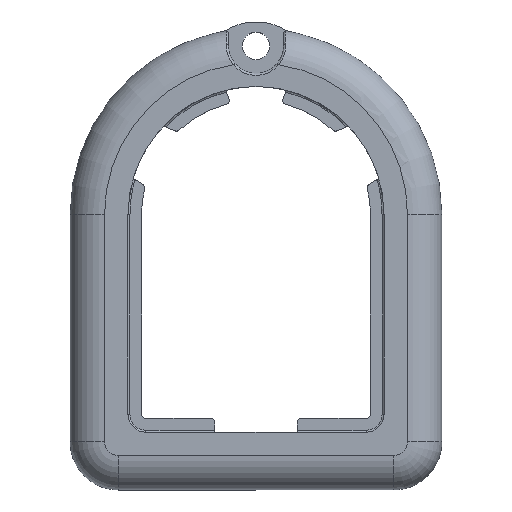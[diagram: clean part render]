
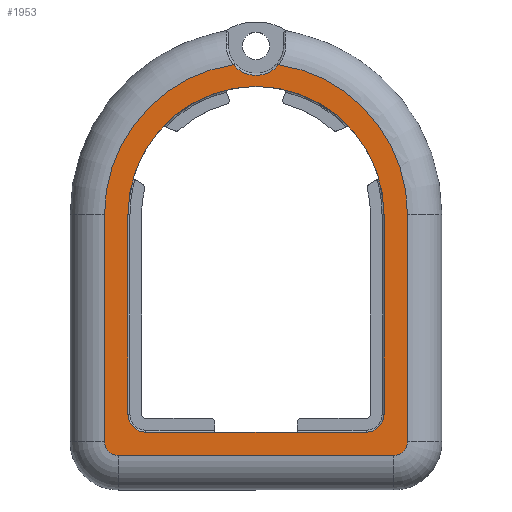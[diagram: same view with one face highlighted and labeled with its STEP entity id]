
A CAD part, top view. The second image highlights one B-rep face of the part: STEP entity #1953.
In plain terms, the highlighted planar face has unit normal (0, 0, 1).
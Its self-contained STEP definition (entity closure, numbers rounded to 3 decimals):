
#2 = DIRECTION ( 'NONE',  ( 1., 0., 0. ) ) ;
#20 = CARTESIAN_POINT ( 'NONE',  ( 11., 0., 6.5 ) ) ;
#45 = CARTESIAN_POINT ( 'NONE',  ( 8., -15.8, 6.5 ) ) ;
#54 = CARTESIAN_POINT ( 'NONE',  ( -11., 0., 6.5 ) ) ;
#77 = DIRECTION ( 'NONE',  ( 0., 1., 0. ) ) ;
#87 = CARTESIAN_POINT ( 'NONE',  ( 8., -14.5, 6.5 ) ) ;
#147 = PLANE ( 'NONE',  #2395 ) ;
#201 = CARTESIAN_POINT ( 'NONE',  ( -8., -15.8, 6.5 ) ) ;
#291 = DIRECTION ( 'NONE',  ( 0., 0., 1. ) ) ;
#352 = ORIENTED_EDGE ( 'NONE', *, *, #1134, .T. ) ;
#372 = EDGE_CURVE ( 'NONE', #3582, #2950, #3090, .T. ) ;
#446 = DIRECTION ( 'NONE',  ( -1., 0., 0. ) ) ;
#448 = CARTESIAN_POINT ( 'NONE',  ( 11., -16.5, 6.5 ) ) ;
#518 = CARTESIAN_POINT ( 'NONE',  ( -8., -14.5, 6.5 ) ) ;
#624 = VECTOR ( 'NONE', #947, 1000. ) ;
#896 = VECTOR ( 'NONE', #3916, 1000. ) ;
#904 = EDGE_CURVE ( 'NONE', #4939, #1529, #3970, .T. ) ;
#947 = DIRECTION ( 'NONE',  ( 1., 0., 0. ) ) ;
#955 = DIRECTION ( 'NONE',  ( -1., 0., 0. ) ) ;
#995 = CARTESIAN_POINT ( 'NONE',  ( -11., 0., 6.5 ) ) ;
#1098 = CIRCLE ( 'NONE', #1655, 1.3 ) ;
#1133 = EDGE_LOOP ( 'NONE', ( #2278, #1863, #2473, #1154, #4069, #4822, #352, #2036 ) ) ;
#1134 = EDGE_CURVE ( 'NONE', #2688, #3193, #3744, .T. ) ;
#1154 = ORIENTED_EDGE ( 'NONE', *, *, #5015, .T. ) ;
#1160 = AXIS2_PLACEMENT_3D ( 'NONE', #518, #4376, #3266 ) ;
#1228 = CARTESIAN_POINT ( 'NONE',  ( 0., 0., 6.5 ) ) ;
#1232 = CARTESIAN_POINT ( 'NONE',  ( 9.3, 0., 6.5 ) ) ;
#1237 = DIRECTION ( 'NONE',  ( 0., 0., 1. ) ) ;
#1247 = CARTESIAN_POINT ( 'NONE',  ( 0., 0., 6.5 ) ) ;
#1257 = VERTEX_POINT ( 'NONE', #45 ) ;
#1273 = CIRCLE ( 'NONE', #1588, 11. ) ;
#1318 = CARTESIAN_POINT ( 'NONE',  ( -9.3, 0., 6.5 ) ) ;
#1340 = EDGE_CURVE ( 'NONE', #1257, #4939, #1098, .T. ) ;
#1347 = DIRECTION ( 'NONE',  ( 0., -1., 0. ) ) ;
#1445 = CIRCLE ( 'NONE', #4876, 9.3 ) ;
#1451 = DIRECTION ( 'NONE',  ( 0., 1., 0. ) ) ;
#1529 = VERTEX_POINT ( 'NONE', #1232 ) ;
#1588 = AXIS2_PLACEMENT_3D ( 'NONE', #5024, #2556, #3490 ) ;
#1640 = LINE ( 'NONE', #4905, #3911 ) ;
#1655 = AXIS2_PLACEMENT_3D ( 'NONE', #87, #1237, #2 ) ;
#1669 = VERTEX_POINT ( 'NONE', #2559 ) ;
#1859 = LINE ( 'NONE', #995, #4208 ) ;
#1860 = CARTESIAN_POINT ( 'NONE',  ( 10., -17.5, 6.5 ) ) ;
#1861 = CARTESIAN_POINT ( 'NONE',  ( -9.3, -14.5, 6.5 ) ) ;
#1863 = ORIENTED_EDGE ( 'NONE', *, *, #3534, .T. ) ;
#1921 = LINE ( 'NONE', #3870, #896 ) ;
#1953 = ADVANCED_FACE ( 'NONE', ( #2488, #4592 ), #147, .F. ) ;
#2036 = ORIENTED_EDGE ( 'NONE', *, *, #4949, .T. ) ;
#2076 = AXIS2_PLACEMENT_3D ( 'NONE', #1247, #3587, #446 ) ;
#2099 = VERTEX_POINT ( 'NONE', #2114 ) ;
#2100 = DIRECTION ( 'NONE',  ( 0., -1., 0. ) ) ;
#2114 = CARTESIAN_POINT ( 'NONE',  ( -11., -16.5, 6.5 ) ) ;
#2163 = VERTEX_POINT ( 'NONE', #4617 ) ;
#2200 = CARTESIAN_POINT ( 'NONE',  ( 9.3, -14.5, 6.5 ) ) ;
#2278 = ORIENTED_EDGE ( 'NONE', *, *, #3144, .T. ) ;
#2284 = DIRECTION ( 'NONE',  ( -1., 0., 0. ) ) ;
#2353 = CARTESIAN_POINT ( 'NONE',  ( 0., 12.25, 6.5 ) ) ;
#2366 = CIRCLE ( 'NONE', #3086, 1. ) ;
#2384 = CARTESIAN_POINT ( 'NONE',  ( 9.3, -14.5, 6.5 ) ) ;
#2395 = AXIS2_PLACEMENT_3D ( 'NONE', #2443, #3290, #955 ) ;
#2443 = CARTESIAN_POINT ( 'NONE',  ( 0., 0., 6.5 ) ) ;
#2473 = ORIENTED_EDGE ( 'NONE', *, *, #3674, .T. ) ;
#2488 = FACE_OUTER_BOUND ( 'NONE', #1133, .T. ) ;
#2546 = EDGE_CURVE ( 'NONE', #2099, #4544, #2366, .T. ) ;
#2556 = DIRECTION ( 'NONE',  ( 0., 0., 1. ) ) ;
#2559 = CARTESIAN_POINT ( 'NONE',  ( -1.653, 10.875, 6.5 ) ) ;
#2650 = ORIENTED_EDGE ( 'NONE', *, *, #4857, .F. ) ;
#2688 = VERTEX_POINT ( 'NONE', #1860 ) ;
#2707 = DIRECTION ( 'NONE',  ( 0., 0., 1. ) ) ;
#2783 = VERTEX_POINT ( 'NONE', #20 ) ;
#2924 = EDGE_CURVE ( 'NONE', #3032, #3582, #1640, .T. ) ;
#2926 = VECTOR ( 'NONE', #77, 1000. ) ;
#2928 = EDGE_CURVE ( 'NONE', #2950, #1257, #4963, .T. ) ;
#2950 = VERTEX_POINT ( 'NONE', #201 ) ;
#3023 = DIRECTION ( 'NONE',  ( -1., 0., 0. ) ) ;
#3032 = VERTEX_POINT ( 'NONE', #1318 ) ;
#3086 = AXIS2_PLACEMENT_3D ( 'NONE', #3156, #2707, #2284 ) ;
#3090 = CIRCLE ( 'NONE', #1160, 1.3 ) ;
#3144 = EDGE_CURVE ( 'NONE', #2783, #2163, #1273, .T. ) ;
#3156 = CARTESIAN_POINT ( 'NONE',  ( -10., -16.5, 6.5 ) ) ;
#3193 = VERTEX_POINT ( 'NONE', #448 ) ;
#3210 = CARTESIAN_POINT ( 'NONE',  ( 11., 0., 6.5 ) ) ;
#3266 = DIRECTION ( 'NONE',  ( 1., 0., 0. ) ) ;
#3290 = DIRECTION ( 'NONE',  ( 0., 0., -1. ) ) ;
#3365 = CARTESIAN_POINT ( 'NONE',  ( -10., -17.5, 6.5 ) ) ;
#3402 = ORIENTED_EDGE ( 'NONE', *, *, #2928, .F. ) ;
#3450 = ORIENTED_EDGE ( 'NONE', *, *, #1340, .F. ) ;
#3490 = DIRECTION ( 'NONE',  ( -1., 0., 0. ) ) ;
#3534 = EDGE_CURVE ( 'NONE', #2163, #1669, #4771, .T. ) ;
#3545 = VECTOR ( 'NONE', #1451, 1000. ) ;
#3565 = AXIS2_PLACEMENT_3D ( 'NONE', #2353, #3845, #5028 ) ;
#3582 = VERTEX_POINT ( 'NONE', #1861 ) ;
#3587 = DIRECTION ( 'NONE',  ( 0., 0., 1. ) ) ;
#3655 = CARTESIAN_POINT ( 'NONE',  ( -8., -15.8, 6.5 ) ) ;
#3674 = EDGE_CURVE ( 'NONE', #1669, #4786, #4710, .T. ) ;
#3680 = ORIENTED_EDGE ( 'NONE', *, *, #904, .F. ) ;
#3723 = LINE ( 'NONE', #3210, #2926 ) ;
#3744 = CIRCLE ( 'NONE', #4494, 1. ) ;
#3818 = CARTESIAN_POINT ( 'NONE',  ( 10., -16.5, 6.5 ) ) ;
#3845 = DIRECTION ( 'NONE',  ( 0., 0., -1. ) ) ;
#3870 = CARTESIAN_POINT ( 'NONE',  ( 0., -17.5, 6.5 ) ) ;
#3911 = VECTOR ( 'NONE', #1347, 1000. ) ;
#3916 = DIRECTION ( 'NONE',  ( 1., 0., 0. ) ) ;
#3957 = DIRECTION ( 'NONE',  ( 0., 0., 1. ) ) ;
#3970 = LINE ( 'NONE', #2200, #3545 ) ;
#3984 = EDGE_CURVE ( 'NONE', #4544, #2688, #1921, .T. ) ;
#4069 = ORIENTED_EDGE ( 'NONE', *, *, #2546, .T. ) ;
#4208 = VECTOR ( 'NONE', #2100, 1000. ) ;
#4292 = EDGE_LOOP ( 'NONE', ( #2650, #3680, #3450, #3402, #5051, #4623 ) ) ;
#4376 = DIRECTION ( 'NONE',  ( 0., 0., 1. ) ) ;
#4494 = AXIS2_PLACEMENT_3D ( 'NONE', #3818, #291, #3023 ) ;
#4544 = VERTEX_POINT ( 'NONE', #3365 ) ;
#4592 = FACE_BOUND ( 'NONE', #4292, .T. ) ;
#4617 = CARTESIAN_POINT ( 'NONE',  ( 1.653, 10.875, 6.5 ) ) ;
#4623 = ORIENTED_EDGE ( 'NONE', *, *, #2924, .F. ) ;
#4710 = CIRCLE ( 'NONE', #2076, 11. ) ;
#4771 = CIRCLE ( 'NONE', #3565, 2.15 ) ;
#4786 = VERTEX_POINT ( 'NONE', #54 ) ;
#4796 = DIRECTION ( 'NONE',  ( 1., 0., 0. ) ) ;
#4822 = ORIENTED_EDGE ( 'NONE', *, *, #3984, .T. ) ;
#4857 = EDGE_CURVE ( 'NONE', #1529, #3032, #1445, .T. ) ;
#4876 = AXIS2_PLACEMENT_3D ( 'NONE', #1228, #3957, #4796 ) ;
#4905 = CARTESIAN_POINT ( 'NONE',  ( -9.3, 0., 6.5 ) ) ;
#4939 = VERTEX_POINT ( 'NONE', #2384 ) ;
#4949 = EDGE_CURVE ( 'NONE', #3193, #2783, #3723, .T. ) ;
#4963 = LINE ( 'NONE', #3655, #624 ) ;
#5015 = EDGE_CURVE ( 'NONE', #4786, #2099, #1859, .T. ) ;
#5024 = CARTESIAN_POINT ( 'NONE',  ( 0., 0., 6.5 ) ) ;
#5028 = DIRECTION ( 'NONE',  ( -1., 0., 0. ) ) ;
#5051 = ORIENTED_EDGE ( 'NONE', *, *, #372, .F. ) ;
